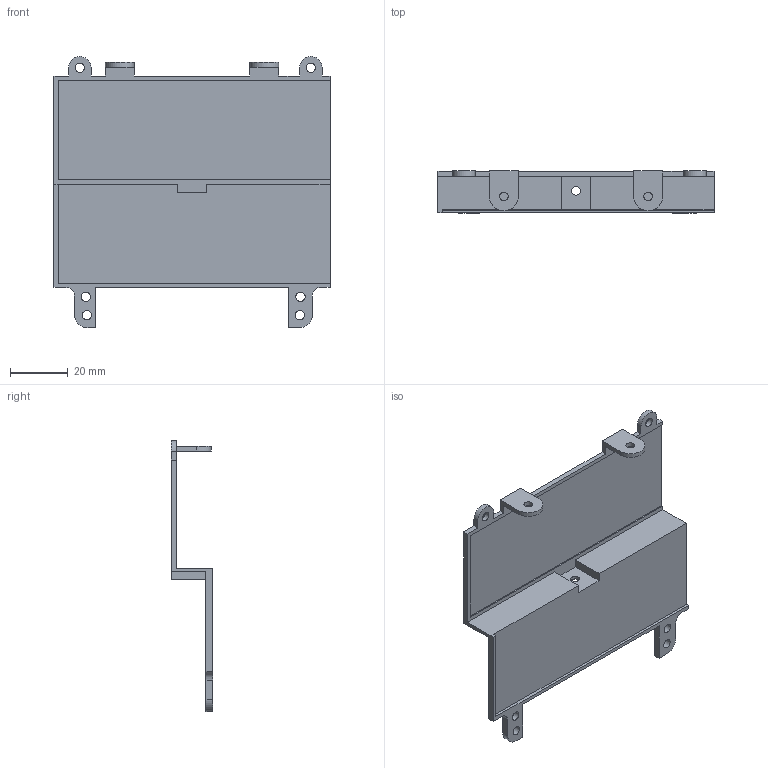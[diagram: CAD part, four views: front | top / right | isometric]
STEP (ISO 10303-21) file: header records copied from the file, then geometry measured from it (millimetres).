
FILE_DESCRIPTION(/* description */ (''),/* implementation_level */ '2;1');
FILE_NAME(/* name */ 'Techo_FOD.stp',/* time_stamp */ '2018-10-25T18:13:54-03:00',/* author */ ('Elias'),/* organization */ (''),/* preprocessor_version */ 'ST-DEVELOPER v17.2',/* originating_system */ 'Autodesk Inventor 2019',/* authorisation */ '');
FILE_SCHEMA (('AUTOMOTIVE_DESIGN { 1 0 10303 214 3 1 1 }'));
Length unit declared in the file: millimetre
Products named in the file (1): Tapa_FOD
Bounding box: 95.6 x 14.4 x 93.91 mm (x, y, z)
Volume: 12967 mm3; surface area: 18822.2 mm2
Topology: 1 solids, 1 shells, 66 faces, 192 edges, 128 vertices
Faces by surface type: plane 49, cylinder 17
Full cylindrical faces by diameter (mm): 3 x3, 3.2 x6
Entity records: 2247 total; most frequent: CARTESIAN_POINT 387, ORIENTED_EDGE 384, DIRECTION 360, EDGE_CURVE 192, LINE 158, VECTOR 158, VERTEX_POINT 128, AXIS2_PLACEMENT_3D 101
